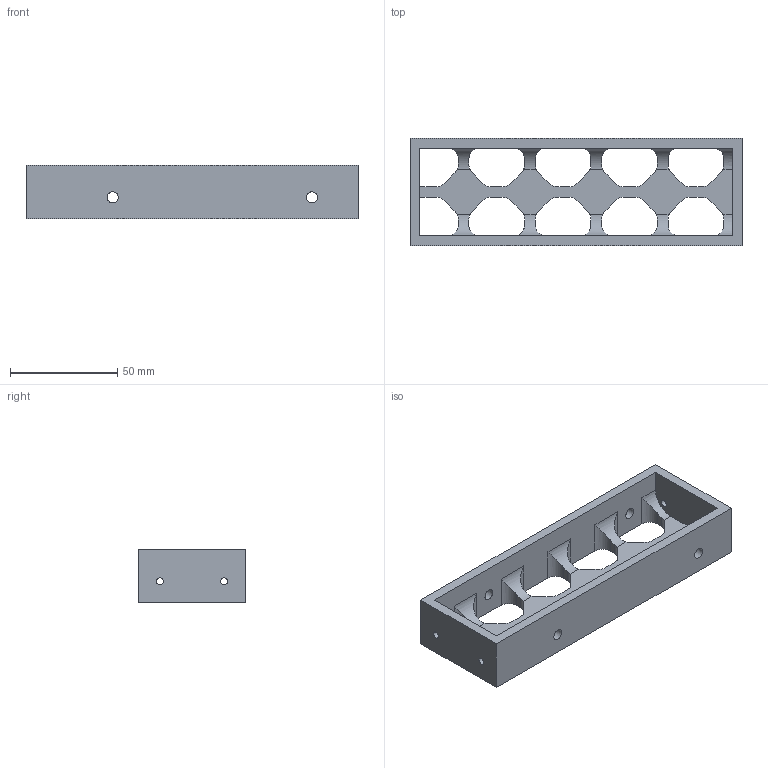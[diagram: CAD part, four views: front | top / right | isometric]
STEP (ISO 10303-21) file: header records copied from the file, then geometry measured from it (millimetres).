
FILE_DESCRIPTION(/* description */ (''),/* implementation_level */ '2;1');
FILE_NAME(/* name */ 'Grill_Panels.step',/* time_stamp */ '2021-08-29T19:50:04+02:00',/* author */ (''),/* organization */ (''),/* preprocessor_version */ 'ST-DEVELOPER v18.1',/* originating_system */ 'Autodesk Translation Framework v10.10.0.1391',/* authorisation */ '');
FILE_SCHEMA (('AUTOMOTIVE_DESIGN { 1 0 10303 214 3 1 1 }'));
Length unit declared in the file: millimetre
Products named in the file (1): Grill
Bounding box: 155 x 50 x 25 mm (x, y, z)
Volume: 56602.7 mm3; surface area: 29527.4 mm2
Topology: 1 solids, 1 shells, 129 faces, 408 edges, 272 vertices
Faces by surface type: cylinder 72, plane 57
Full cylindrical faces by diameter (mm): 3.2 x4, 5.2 x4
Entity records: 4833 total; most frequent: CARTESIAN_POINT 1062, ORIENTED_EDGE 816, DIRECTION 758, EDGE_CURVE 408, VERTEX_POINT 272, AXIS2_PLACEMENT_3D 256, LINE 246, VECTOR 246
